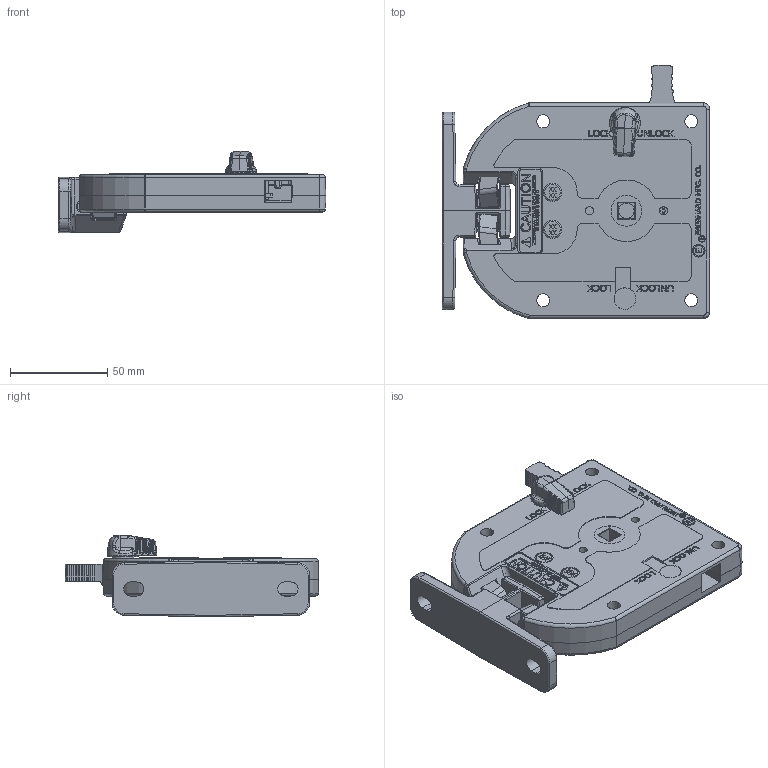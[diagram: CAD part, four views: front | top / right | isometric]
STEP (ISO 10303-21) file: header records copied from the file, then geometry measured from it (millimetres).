
FILE_DESCRIPTION(/* description */ (''),/* implementation_level */ '2;1');
FILE_NAME(/* name */ '206-UL.stp',/* time_stamp */ '2020-11-24T17:17:42-05:00',/* author */ ('jenniferk'),/* organization */ (''),/* preprocessor_version */ 'ST-DEVELOPER v18.1',/* originating_system */ 'Autodesk Inventor 2020',/* authorisation */ '');
FILE_SCHEMA (('AUTOMOTIVE_DESIGN { 1 0 10303 214 3 1 1 }'));
Products named in the file (1): 206-UL_Shrinkwrap_1
Bounding box: 137.67 x 130.49 x 41.95 mm (x, y, z)
Volume: 220181.7 mm3; surface area: 112734.9 mm2
Topology: 39 solids, 39 shells, 5063 faces, 13520 edges, 8817 vertices
Faces by surface type: plane 2640, bspline 1666, cylinder 528, cone 122, torus 67, sphere 40
Full cylindrical faces by diameter (mm): 0.635 x1, 2.794 x1, 3.175 x1, 3.213 x2, 3.302 x1, 3.454 x1, 3.683 x1, 4 x1, 4.28 x2, 4.318 x1, 4.762 x1, 4.915 x1, 5.334 x1, 5.461 x1, 6.223 x4, 6.35 x1, 6.477 x1, 6.604 x2, 6.731 x8, 7.112 x1, 7.874 x2, 9.08 x1, 9.525 x10, 11.1 x2, 11.112 x4, 11.43 x2, 13.494 x3, 15.684 x1, 15.875 x4, 16.065 x2
Entity records: 176260 total; most frequent: CARTESIAN_POINT 56751, ORIENTED_EDGE 26980, DIRECTION 18485, EDGE_CURVE 13490, VERTEX_POINT 8817, LINE 8531, VECTOR 8531, EDGE_LOOP 5543
